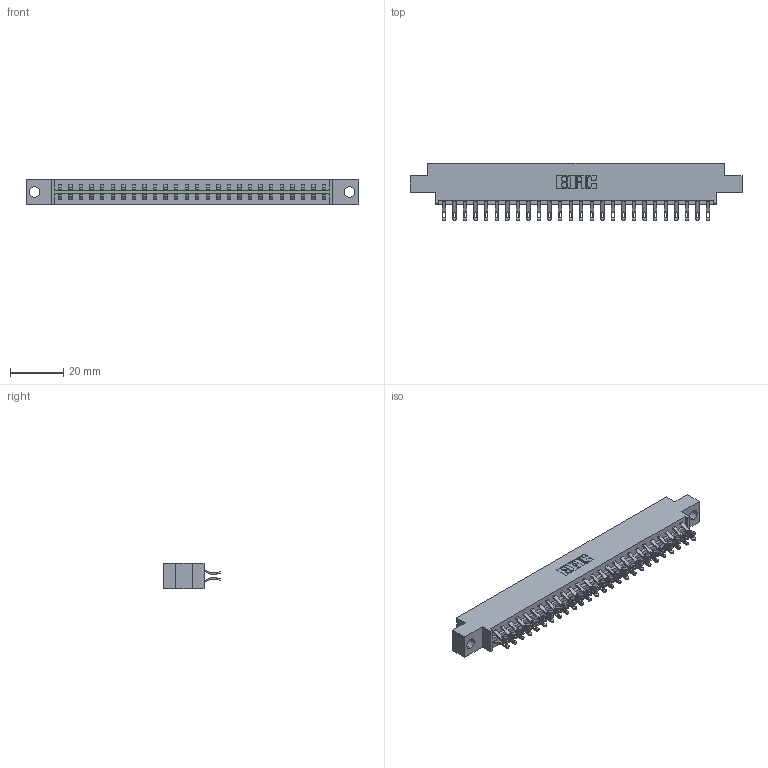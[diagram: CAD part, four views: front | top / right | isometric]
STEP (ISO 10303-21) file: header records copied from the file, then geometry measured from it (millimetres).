
FILE_DESCRIPTION (( 'STEP AP203' ), '1' );
FILE_NAME ('833-052-555-804.STEP', '2020-06-04T19:42:07', ( '' ), ( '' ), 'SwSTEP 2.0', 'SolidWorks 2020', '' );
FILE_SCHEMA (( 'CONFIG_CONTROL_DESIGN' ));
Length unit declared in the file: inch
Products named in the file (3): 833-052-555-804; 833 Part_Offset - .156 Dia - TH; 345-292-001_555 Tail
Assembly tree (53 placements, depth 2):
  833-052-555-804
    833 Part_Offset - .156 Dia - TH
    345-292-001_555 Tail  x52
Bounding box: 124.56 x 21.47 x 9.4 mm (x, y, z)
Volume: 12402.6 mm3; surface area: 15075.3 mm2
Topology: 53 solids, 53 shells, 3134 faces, 9839 edges, 6558 vertices
Faces by surface type: plane 1842, cylinder 1292
Entity records: 19257 total; most frequent: CARTESIAN_POINT 3248, ORIENTED_EDGE 3154, DIRECTION 2773, EDGE_CURVE 1577, LINE 1429, VECTOR 1429, VERTEX_POINT 1050, AXIS2_PLACEMENT_3D 672
